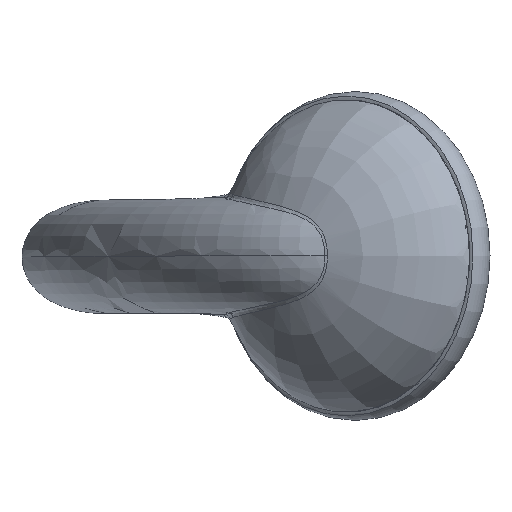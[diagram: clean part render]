
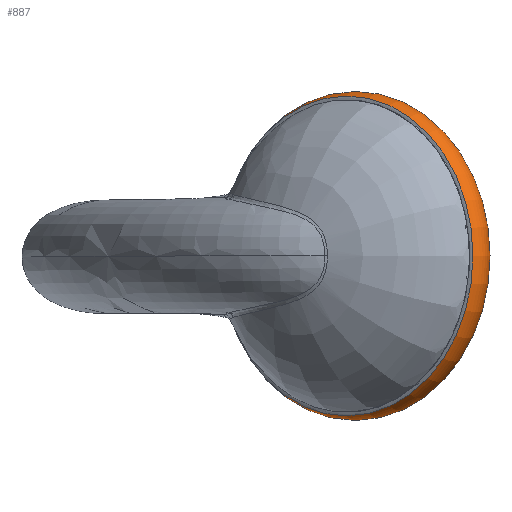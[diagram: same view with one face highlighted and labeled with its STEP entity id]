
A CAD part, top view. The second image highlights one B-rep face of the part: STEP entity #887.
In plain terms, the highlighted toroidal (fillet/blend) face has major radius 42.304 mm and minor radius 7 mm.
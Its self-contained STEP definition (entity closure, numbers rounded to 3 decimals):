
#196=ORIENTED_EDGE('',*,*,#434,.F.);
#197=ORIENTED_EDGE('',*,*,#436,.T.);
#434=EDGE_CURVE('',#576,#576,#678,.T.);
#436=EDGE_CURVE('',#578,#578,#680,.T.);
#576=VERTEX_POINT('',#1136);
#578=VERTEX_POINT('',#1141);
#678=CIRCLE('',#948,46.891);
#680=CIRCLE('',#951,47.939);
#719=EDGE_LOOP('',(#196));
#720=EDGE_LOOP('',(#197));
#776=FACE_BOUND('',#719,.T.);
#777=FACE_BOUND('',#720,.T.);
#832=TOROIDAL_SURFACE('',#950,42.304,7.001);
#887=ADVANCED_FACE('',(#776,#777),#832,.T.);
#948=AXIS2_PLACEMENT_3D('',#1135,#1005,#1006);
#950=AXIS2_PLACEMENT_3D('',#1139,#1009,#1010);
#951=AXIS2_PLACEMENT_3D('',#1140,#1011,#1012);
#1005=DIRECTION('',(0.615,0.,-0.789));
#1006=DIRECTION('',(0.789,0.,0.615));
#1009=DIRECTION('',(0.615,0.,-0.789));
#1010=DIRECTION('',(0.789,0.,0.615));
#1011=DIRECTION('',(0.615,0.,-0.789));
#1012=DIRECTION('',(0.,1.,0.));
#1135=CARTESIAN_POINT('',(99.245,0.,146.334));
#1136=CARTESIAN_POINT('',(136.236,0.,175.151));
#1139=CARTESIAN_POINT('',(95.995,0.,150.506));
#1140=CARTESIAN_POINT('',(93.443,0.,153.782));
#1141=CARTESIAN_POINT('',(93.443,47.939,153.782));
